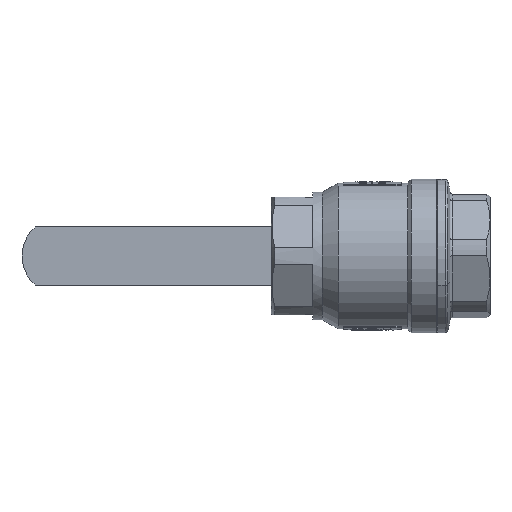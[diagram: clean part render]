
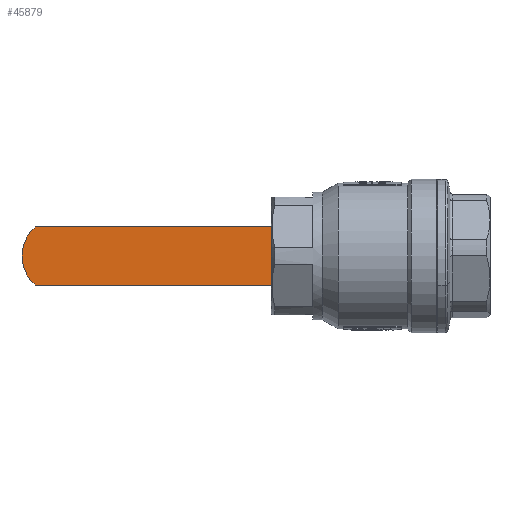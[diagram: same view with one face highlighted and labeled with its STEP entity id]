
A CAD part, front view. The second image highlights one B-rep face of the part: STEP entity #45879.
In plain terms, the highlighted face is planar.
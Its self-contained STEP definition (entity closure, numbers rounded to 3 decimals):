
#1610 = ORIENTED_EDGE ( 'NONE', *, *, #45842, .F. ) ;
#11780 = EDGE_CURVE ( 'NONE', #45795, #44802, #21155, .T. ) ;
#17102 = CARTESIAN_POINT ( 'NONE',  ( -1., 23., 0. ) ) ;
#18638 = CARTESIAN_POINT ( 'NONE',  ( -1., -1., 0. ) ) ;
#18639 = LINE ( 'NONE', #18638, #18688 ) ;
#18687 = DIRECTION ( 'NONE',  ( 1., 0., 0. ) ) ;
#18688 = VECTOR ( 'NONE', #18687, 1000. ) ;
#19081 = CARTESIAN_POINT ( 'NONE',  ( 101.583, 23., 0. ) ) ;
#19118 = LINE ( 'NONE', #19147, #19146 ) ;
#19145 = DIRECTION ( 'NONE',  ( 0., -1., 0. ) ) ;
#19146 = VECTOR ( 'NONE', #19145, 1000. ) ;
#19147 = CARTESIAN_POINT ( 'NONE',  ( -1., -1., 0. ) ) ;
#19211 = DIRECTION ( 'NONE',  ( -1., 0., 0. ) ) ;
#19212 = DIRECTION ( 'NONE',  ( 0., 0., 1. ) ) ;
#19213 = AXIS2_PLACEMENT_3D ( 'NONE', #19222, #19212, #19211 ) ;
#19214 = CIRCLE ( 'NONE', #19213, 16. ) ;
#19222 = CARTESIAN_POINT ( 'NONE',  ( 91., 11., 0. ) ) ;
#19239 = FACE_OUTER_BOUND ( 'NONE', #45875, .T. ) ;
#19245 = AXIS2_PLACEMENT_3D ( 'NONE', #19288, #19287, #19286 ) ;
#19286 = DIRECTION ( 'NONE',  ( -1., 0., 0. ) ) ;
#19287 = DIRECTION ( 'NONE',  ( 0., 0., -1. ) ) ;
#19288 = CARTESIAN_POINT ( 'NONE',  ( -1., 23., 0. ) ) ;
#19294 = PLANE ( 'NONE',  #19245 ) ;
#19581 = CARTESIAN_POINT ( 'NONE',  ( 91., 11., 0. ) ) ;
#19592 = AXIS2_PLACEMENT_3D ( 'NONE', #19581, #19626, #19625 ) ;
#19598 = CIRCLE ( 'NONE', #19592, 16. ) ;
#19625 = DIRECTION ( 'NONE',  ( -1., 0., 0. ) ) ;
#19626 = DIRECTION ( 'NONE',  ( 0., 0., 1. ) ) ;
#21152 = DIRECTION ( 'NONE',  ( -1., 0., 0. ) ) ;
#21153 = VECTOR ( 'NONE', #21152, 1000. ) ;
#21154 = CARTESIAN_POINT ( 'NONE',  ( -1., 23., 0. ) ) ;
#21155 = LINE ( 'NONE', #21154, #21153 ) ;
#22321 = CARTESIAN_POINT ( 'NONE',  ( 101.583, -1., 0. ) ) ;
#36038 = CARTESIAN_POINT ( 'NONE',  ( -1., -1., 0. ) ) ;
#36050 = CARTESIAN_POINT ( 'NONE',  ( 107., 11., 0. ) ) ;
#40245 = VERTEX_POINT ( 'NONE', #22321 ) ;
#43751 = VERTEX_POINT ( 'NONE', #36038 ) ;
#43756 = VERTEX_POINT ( 'NONE', #36050 ) ;
#44802 = VERTEX_POINT ( 'NONE', #17102 ) ;
#45553 = EDGE_CURVE ( 'NONE', #43751, #40245, #18639, .T. ) ;
#45795 = VERTEX_POINT ( 'NONE', #19081 ) ;
#45806 = ORIENTED_EDGE ( 'NONE', *, *, #45553, .F. ) ;
#45812 = EDGE_CURVE ( 'NONE', #44802, #43751, #19118, .T. ) ;
#45830 = ORIENTED_EDGE ( 'NONE', *, *, #47484, .F. ) ;
#45842 = EDGE_CURVE ( 'NONE', #43756, #45795, #19214, .T. ) ;
#45850 = ORIENTED_EDGE ( 'NONE', *, *, #45812, .F. ) ;
#45870 = ORIENTED_EDGE ( 'NONE', *, *, #11780, .F. ) ;
#45875 = EDGE_LOOP ( 'NONE', ( #45830, #45806, #45850, #45870, #1610 ) ) ;
#45879 = ADVANCED_FACE ( 'NONE', ( #19239 ), #19294, .T. ) ;
#47484 = EDGE_CURVE ( 'NONE', #40245, #43756, #19598, .T. ) ;
